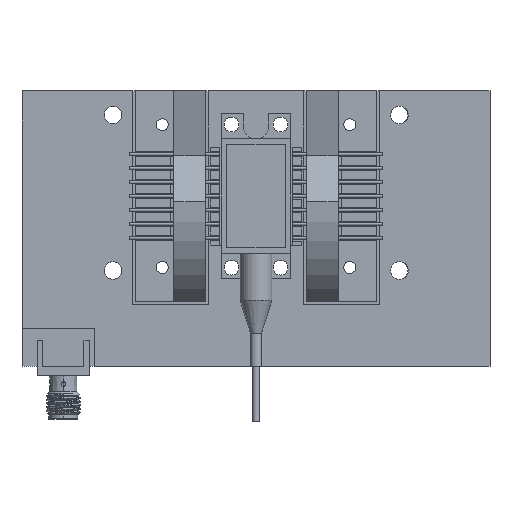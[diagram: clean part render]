
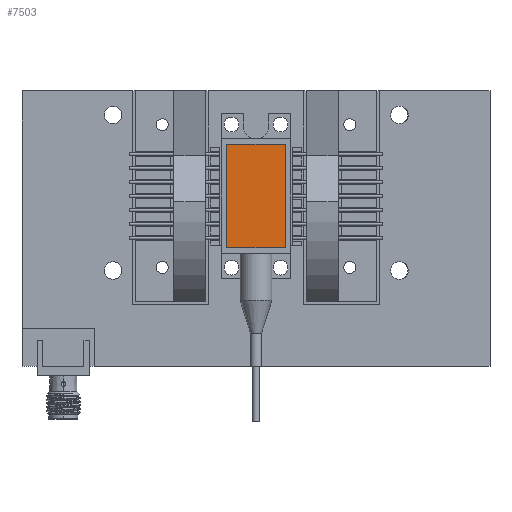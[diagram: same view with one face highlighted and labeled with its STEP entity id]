
A CAD part, top view. The second image highlights one B-rep face of the part: STEP entity #7503.
In plain terms, the highlighted face is planar.
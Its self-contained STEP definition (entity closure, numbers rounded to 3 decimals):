
#7503 = ADVANCED_FACE('',(#7504),#7518,.T.);
#7504 = FACE_BOUND('',#7505,.T.);
#7505 = EDGE_LOOP('',(#7506,#7541,#7569,#7597));
#7506 = ORIENTED_EDGE('',*,*,#7507,.T.);
#7507 = EDGE_CURVE('',#7508,#7510,#7512,.T.);
#7508 = VERTEX_POINT('',#7509);
#7509 = CARTESIAN_POINT('',(11.4,9.51,5.35));
#7510 = VERTEX_POINT('',#7511);
#7511 = CARTESIAN_POINT('',(11.4,9.51,-5.35));
#7512 = SURFACE_CURVE('',#7513,(#7517,#7529),.PCURVE_S1.);
#7513 = LINE('',#7514,#7515);
#7514 = CARTESIAN_POINT('',(11.4,9.51,-5.35));
#7515 = VECTOR('',#7516,1.);
#7516 = DIRECTION('',(0.,0.,-1.));
#7517 = PCURVE('',#7518,#7523);
#7518 = PLANE('',#7519);
#7519 = AXIS2_PLACEMENT_3D('',#7520,#7521,#7522);
#7520 = CARTESIAN_POINT('',(0.,9.51,0.));
#7521 = DIRECTION('',(0.,1.,0.));
#7522 = DIRECTION('',(0.,-0.,1.));
#7523 = DEFINITIONAL_REPRESENTATION('',(#7524),#7528);
#7524 = LINE('',#7525,#7526);
#7525 = CARTESIAN_POINT('',(-5.35,11.4));
#7526 = VECTOR('',#7527,1.);
#7527 = DIRECTION('',(-1.,0.));
#7528 = ( GEOMETRIC_REPRESENTATION_CONTEXT(2) 
PARAMETRIC_REPRESENTATION_CONTEXT() REPRESENTATION_CONTEXT('2D SPACE',''
  ) );
#7529 = PCURVE('',#7530,#7535);
#7530 = PLANE('',#7531);
#7531 = AXIS2_PLACEMENT_3D('',#7532,#7533,#7534);
#7532 = CARTESIAN_POINT('',(11.4,9.51,-5.35));
#7533 = DIRECTION('',(-1.,0.,0.));
#7534 = DIRECTION('',(0.,0.,1.));
#7535 = DEFINITIONAL_REPRESENTATION('',(#7536),#7540);
#7536 = LINE('',#7537,#7538);
#7537 = CARTESIAN_POINT('',(0.,0.));
#7538 = VECTOR('',#7539,1.);
#7539 = DIRECTION('',(-1.,0.));
#7540 = ( GEOMETRIC_REPRESENTATION_CONTEXT(2) 
PARAMETRIC_REPRESENTATION_CONTEXT() REPRESENTATION_CONTEXT('2D SPACE',''
  ) );
#7541 = ORIENTED_EDGE('',*,*,#7542,.T.);
#7542 = EDGE_CURVE('',#7510,#7543,#7545,.T.);
#7543 = VERTEX_POINT('',#7544);
#7544 = CARTESIAN_POINT('',(-7.4,9.51,-5.35));
#7545 = SURFACE_CURVE('',#7546,(#7550,#7557),.PCURVE_S1.);
#7546 = LINE('',#7547,#7548);
#7547 = CARTESIAN_POINT('',(-7.4,9.51,-5.35));
#7548 = VECTOR('',#7549,1.);
#7549 = DIRECTION('',(-1.,0.,0.));
#7550 = PCURVE('',#7518,#7551);
#7551 = DEFINITIONAL_REPRESENTATION('',(#7552),#7556);
#7552 = LINE('',#7553,#7554);
#7553 = CARTESIAN_POINT('',(-5.35,-7.4));
#7554 = VECTOR('',#7555,1.);
#7555 = DIRECTION('',(0.,-1.));
#7556 = ( GEOMETRIC_REPRESENTATION_CONTEXT(2) 
PARAMETRIC_REPRESENTATION_CONTEXT() REPRESENTATION_CONTEXT('2D SPACE',''
  ) );
#7557 = PCURVE('',#7558,#7563);
#7558 = PLANE('',#7559);
#7559 = AXIS2_PLACEMENT_3D('',#7560,#7561,#7562);
#7560 = CARTESIAN_POINT('',(-7.4,9.51,-5.35));
#7561 = DIRECTION('',(0.,0.,1.));
#7562 = DIRECTION('',(1.,0.,-0.));
#7563 = DEFINITIONAL_REPRESENTATION('',(#7564),#7568);
#7564 = LINE('',#7565,#7566);
#7565 = CARTESIAN_POINT('',(0.,0.));
#7566 = VECTOR('',#7567,1.);
#7567 = DIRECTION('',(-1.,0.));
#7568 = ( GEOMETRIC_REPRESENTATION_CONTEXT(2) 
PARAMETRIC_REPRESENTATION_CONTEXT() REPRESENTATION_CONTEXT('2D SPACE',''
  ) );
#7569 = ORIENTED_EDGE('',*,*,#7570,.T.);
#7570 = EDGE_CURVE('',#7543,#7571,#7573,.T.);
#7571 = VERTEX_POINT('',#7572);
#7572 = CARTESIAN_POINT('',(-7.4,9.51,5.35));
#7573 = SURFACE_CURVE('',#7574,(#7578,#7585),.PCURVE_S1.);
#7574 = LINE('',#7575,#7576);
#7575 = CARTESIAN_POINT('',(-7.4,9.51,-5.35));
#7576 = VECTOR('',#7577,1.);
#7577 = DIRECTION('',(0.,0.,1.));
#7578 = PCURVE('',#7518,#7579);
#7579 = DEFINITIONAL_REPRESENTATION('',(#7580),#7584);
#7580 = LINE('',#7581,#7582);
#7581 = CARTESIAN_POINT('',(-5.35,-7.4));
#7582 = VECTOR('',#7583,1.);
#7583 = DIRECTION('',(1.,0.));
#7584 = ( GEOMETRIC_REPRESENTATION_CONTEXT(2) 
PARAMETRIC_REPRESENTATION_CONTEXT() REPRESENTATION_CONTEXT('2D SPACE',''
  ) );
#7585 = PCURVE('',#7586,#7591);
#7586 = PLANE('',#7587);
#7587 = AXIS2_PLACEMENT_3D('',#7588,#7589,#7590);
#7588 = CARTESIAN_POINT('',(-7.4,9.51,-5.35));
#7589 = DIRECTION('',(1.,0.,-0.));
#7590 = DIRECTION('',(-0.,0.,-1.));
#7591 = DEFINITIONAL_REPRESENTATION('',(#7592),#7596);
#7592 = LINE('',#7593,#7594);
#7593 = CARTESIAN_POINT('',(0.,0.));
#7594 = VECTOR('',#7595,1.);
#7595 = DIRECTION('',(-1.,0.));
#7596 = ( GEOMETRIC_REPRESENTATION_CONTEXT(2) 
PARAMETRIC_REPRESENTATION_CONTEXT() REPRESENTATION_CONTEXT('2D SPACE',''
  ) );
#7597 = ORIENTED_EDGE('',*,*,#7598,.T.);
#7598 = EDGE_CURVE('',#7571,#7508,#7599,.T.);
#7599 = SURFACE_CURVE('',#7600,(#7604,#7611),.PCURVE_S1.);
#7600 = LINE('',#7601,#7602);
#7601 = CARTESIAN_POINT('',(-7.4,9.51,5.35));
#7602 = VECTOR('',#7603,1.);
#7603 = DIRECTION('',(1.,0.,0.));
#7604 = PCURVE('',#7518,#7605);
#7605 = DEFINITIONAL_REPRESENTATION('',(#7606),#7610);
#7606 = LINE('',#7607,#7608);
#7607 = CARTESIAN_POINT('',(5.35,-7.4));
#7608 = VECTOR('',#7609,1.);
#7609 = DIRECTION('',(0.,1.));
#7610 = ( GEOMETRIC_REPRESENTATION_CONTEXT(2) 
PARAMETRIC_REPRESENTATION_CONTEXT() REPRESENTATION_CONTEXT('2D SPACE',''
  ) );
#7611 = PCURVE('',#7612,#7617);
#7612 = PLANE('',#7613);
#7613 = AXIS2_PLACEMENT_3D('',#7614,#7615,#7616);
#7614 = CARTESIAN_POINT('',(-7.4,9.51,5.35));
#7615 = DIRECTION('',(0.,0.,-1.));
#7616 = DIRECTION('',(-1.,0.,-0.));
#7617 = DEFINITIONAL_REPRESENTATION('',(#7618),#7622);
#7618 = LINE('',#7619,#7620);
#7619 = CARTESIAN_POINT('',(0.,0.));
#7620 = VECTOR('',#7621,1.);
#7621 = DIRECTION('',(-1.,0.));
#7622 = ( GEOMETRIC_REPRESENTATION_CONTEXT(2) 
PARAMETRIC_REPRESENTATION_CONTEXT() REPRESENTATION_CONTEXT('2D SPACE',''
  ) );
